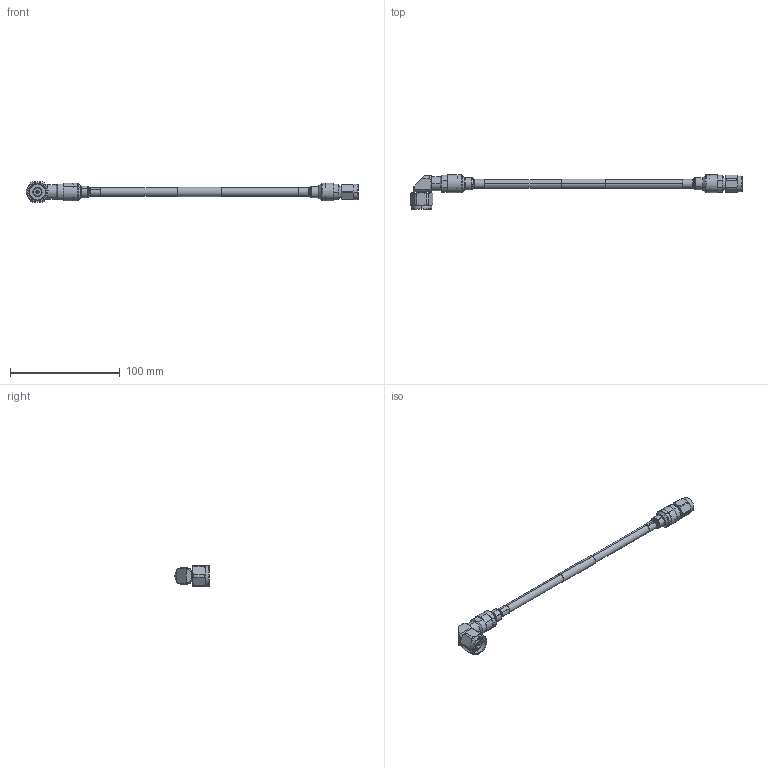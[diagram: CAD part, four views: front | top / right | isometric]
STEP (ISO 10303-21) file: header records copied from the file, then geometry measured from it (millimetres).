
FILE_DESCRIPTION (( 'STEP AP214' ), '1' );
FILE_NAME ('FMCA1291-0001_3D.step', '2023-03-06T20:10:16', ( '' ), ( '' ), 'SwSTEP 2.0', 'SolidWorks 2022', '' );
FILE_SCHEMA (( 'AUTOMOTIVE_DESIGN' ));
Length unit declared in the file: inch
Products named in the file (6): heat shrink 230303^FMCA1291-0001_conn 2; PE44810-4MJR5 ¦ FMCN1183-4MJR5; PE45225-4MJR5 ¦ FMCN1186-4MJR5; FMCA1291-0001_3D; heat shrink 230303^FMCA1291-0001; LL335i^FMCA1291-0001
Assembly tree (5 placements, depth 2):
  FMCA1291-0001_3D
    LL335i^FMCA1291-0001
    PE45225-4MJR5 ¦ FMCN1186-4MJR5
    PE44810-4MJR5 ¦ FMCN1183-4MJR5
    heat shrink 230303^FMCA1291-0001
    heat shrink 230303^FMCA1291-0001_conn 2
Bounding box: 302.28 x 31.1 x 19.05 mm (x, y, z)
Volume: 26183.2 mm3; surface area: 21188 mm2
Topology: 6 solids, 7 shells, 294 faces, 677 edges, 420 vertices
Faces by surface type: cylinder 130, plane 72, cone 62, torus 24, bspline 6
Entity records: 11458 total; most frequent: CARTESIAN_POINT 4265, DIRECTION 1459, ORIENTED_EDGE 1354, EDGE_CURVE 677, AXIS2_PLACEMENT_3D 610, VERTEX_POINT 420, EDGE_LOOP 325, CIRCLE 314
